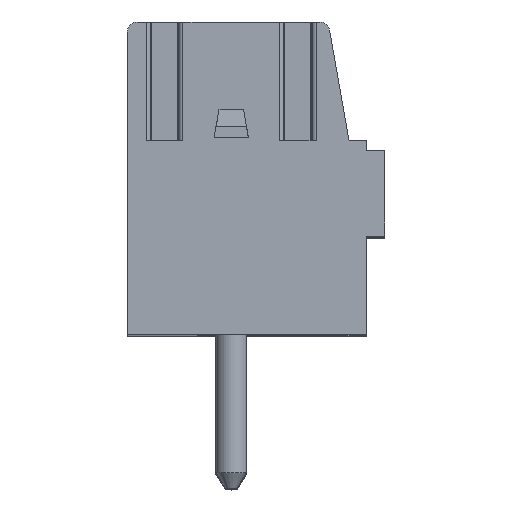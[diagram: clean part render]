
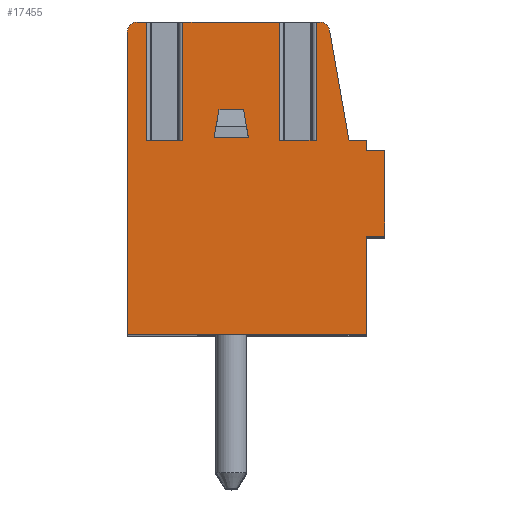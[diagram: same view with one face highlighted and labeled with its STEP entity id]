
A CAD part, top view. The second image highlights one B-rep face of the part: STEP entity #17455.
In plain terms, the highlighted planar face has unit normal (0, 0, 1).
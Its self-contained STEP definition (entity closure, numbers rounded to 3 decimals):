
#2447=DIRECTION('',(-1.,0.,0.));
#2448=VECTOR('',#2447,1.07);
#2449=CARTESIAN_POINT('',(2.035,1.105,1.75));
#2450=LINE('',#2449,#2448);
#2451=DIRECTION('',(0.,1.,0.));
#2452=VECTOR('',#2451,3.47);
#2453=CARTESIAN_POINT('',(2.035,1.105,1.75));
#2454=LINE('',#2453,#2452);
#2455=DIRECTION('',(1.,0.,0.));
#2456=VECTOR('',#2455,0.101);
#2457=CARTESIAN_POINT('',(2.035,4.575,1.75));
#2458=LINE('',#2457,#2456);
#2459=CARTESIAN_POINT('',(2.136,4.275,1.75));
#2460=DIRECTION('',(0.,0.,-1.));
#2461=DIRECTION('',(0.,1.,0.));
#2462=AXIS2_PLACEMENT_3D('',#2459,#2460,#2461);
#2464=DIRECTION('',(0.174,-0.985,0.));
#2465=VECTOR('',#2464,3.272);
#2466=CARTESIAN_POINT('',(2.432,4.327,1.75));
#2467=LINE('',#2466,#2465);
#2468=DIRECTION('',(1.,0.,0.));
#2469=VECTOR('',#2468,0.5);
#2470=CARTESIAN_POINT('',(3.,1.105,1.75));
#2471=LINE('',#2470,#2469);
#2472=DIRECTION('',(0.,-1.,0.));
#2473=VECTOR('',#2472,0.3);
#2474=CARTESIAN_POINT('',(3.5,1.105,1.75));
#2475=LINE('',#2474,#2473);
#2476=DIRECTION('',(0.,-1.,0.));
#2477=VECTOR('',#2476,2.88);
#2478=CARTESIAN_POINT('',(3.5,-1.695,1.75));
#2479=LINE('',#2478,#2477);
#2480=DIRECTION('',(-1.,0.,0.));
#2481=VECTOR('',#2480,7.);
#2482=CARTESIAN_POINT('',(3.5,-4.575,1.75));
#2483=LINE('',#2482,#2481);
#2484=DIRECTION('',(0.,1.,0.));
#2485=VECTOR('',#2484,8.85);
#2486=CARTESIAN_POINT('',(-3.5,-4.575,1.75));
#2487=LINE('',#2486,#2485);
#2488=CARTESIAN_POINT('',(-3.2,4.275,1.75));
#2489=DIRECTION('',(0.,0.,-1.));
#2490=DIRECTION('',(-1.,0.,0.));
#2491=AXIS2_PLACEMENT_3D('',#2488,#2489,#2490);
#2493=DIRECTION('',(1.,0.,0.));
#2494=VECTOR('',#2493,0.265);
#2495=CARTESIAN_POINT('',(-3.2,4.575,1.75));
#2496=LINE('',#2495,#2494);
#2497=DIRECTION('',(0.,1.,0.));
#2498=VECTOR('',#2497,3.47);
#2499=CARTESIAN_POINT('',(-2.935,1.105,1.75));
#2500=LINE('',#2499,#2498);
#2501=DIRECTION('',(-1.,0.,0.));
#2502=VECTOR('',#2501,1.07);
#2503=CARTESIAN_POINT('',(-1.865,1.105,1.75));
#2504=LINE('',#2503,#2502);
#2505=DIRECTION('',(0.,1.,0.));
#2506=VECTOR('',#2505,3.47);
#2507=CARTESIAN_POINT('',(-1.865,1.105,1.75));
#2508=LINE('',#2507,#2506);
#2509=DIRECTION('',(1.,0.,0.));
#2510=VECTOR('',#2509,2.83);
#2511=CARTESIAN_POINT('',(-1.865,4.575,1.75));
#2512=LINE('',#2511,#2510);
#2513=DIRECTION('',(0.,1.,0.));
#2514=VECTOR('',#2513,3.47);
#2515=CARTESIAN_POINT('',(0.965,1.105,1.75));
#2516=LINE('',#2515,#2514);
#2517=DIRECTION('',(-1.,0.,0.));
#2518=VECTOR('',#2517,0.718);
#2519=CARTESIAN_POINT('',(-0.091,2.005,1.75));
#2520=LINE('',#2519,#2518);
#2521=DIRECTION('',(-0.174,-0.985,0.));
#2522=VECTOR('',#2521,0.812);
#2523=CARTESIAN_POINT('',(-0.809,2.005,1.75));
#2524=LINE('',#2523,#2522);
#2525=DIRECTION('',(1.,0.,0.));
#2526=VECTOR('',#2525,1.);
#2527=CARTESIAN_POINT('',(-0.95,1.205,1.75));
#2528=LINE('',#2527,#2526);
#2529=DIRECTION('',(-0.174,0.985,0.));
#2530=VECTOR('',#2529,0.812);
#2531=CARTESIAN_POINT('',(0.05,1.205,1.75));
#2532=LINE('',#2531,#2530);
#2745=DIRECTION('',(-1.,0.,0.));
#2746=VECTOR('',#2745,0.55);
#2747=CARTESIAN_POINT('',(4.05,0.805,1.75));
#2748=LINE('',#2747,#2746);
#3411=DIRECTION('',(0.,1.,0.));
#3412=VECTOR('',#3411,2.5);
#3413=CARTESIAN_POINT('',(4.05,-1.695,1.75));
#3414=LINE('',#3413,#3412);
#3543=DIRECTION('',(1.,0.,0.));
#3544=VECTOR('',#3543,0.55);
#3545=CARTESIAN_POINT('',(3.5,-1.695,1.75));
#3546=LINE('',#3545,#3544);
#11017=CARTESIAN_POINT('',(-3.5,4.275,1.75));
#11018=CARTESIAN_POINT('',(-3.2,4.575,1.75));
#11019=VERTEX_POINT('',#11017);
#11020=VERTEX_POINT('',#11018);
#11021=CARTESIAN_POINT('',(-3.5,-4.575,1.75));
#11022=VERTEX_POINT('',#11021);
#11023=CARTESIAN_POINT('',(3.5,-4.575,1.75));
#11024=VERTEX_POINT('',#11023);
#11025=CARTESIAN_POINT('',(3.5,-1.695,1.75));
#11026=VERTEX_POINT('',#11025);
#11027=CARTESIAN_POINT('',(3.5,1.105,1.75));
#11028=CARTESIAN_POINT('',(3.5,0.805,1.75));
#11029=VERTEX_POINT('',#11027);
#11030=VERTEX_POINT('',#11028);
#11031=CARTESIAN_POINT('',(3.,1.105,1.75));
#11032=VERTEX_POINT('',#11031);
#11033=CARTESIAN_POINT('',(2.432,4.327,1.75));
#11034=VERTEX_POINT('',#11033);
#11035=CARTESIAN_POINT('',(2.136,4.575,1.75));
#11036=VERTEX_POINT('',#11035);
#11194=CARTESIAN_POINT('',(4.05,-1.695,1.75));
#11196=VERTEX_POINT('',#11194);
#11198=CARTESIAN_POINT('',(4.05,0.805,1.75));
#11200=VERTEX_POINT('',#11198);
#11377=CARTESIAN_POINT('',(2.035,1.105,1.75));
#11378=CARTESIAN_POINT('',(0.965,1.105,1.75));
#11379=VERTEX_POINT('',#11377);
#11380=VERTEX_POINT('',#11378);
#11381=CARTESIAN_POINT('',(-1.865,1.105,1.75));
#11382=CARTESIAN_POINT('',(-2.935,1.105,1.75));
#11383=VERTEX_POINT('',#11381);
#11384=VERTEX_POINT('',#11382);
#11385=CARTESIAN_POINT('',(-2.935,4.575,1.75));
#11386=VERTEX_POINT('',#11385);
#11387=CARTESIAN_POINT('',(-1.865,4.575,1.75));
#11388=VERTEX_POINT('',#11387);
#11389=CARTESIAN_POINT('',(2.035,4.575,1.75));
#11390=VERTEX_POINT('',#11389);
#11391=CARTESIAN_POINT('',(0.965,4.575,1.75));
#11392=VERTEX_POINT('',#11391);
#11421=CARTESIAN_POINT('',(-0.95,1.205,1.75));
#11422=CARTESIAN_POINT('',(0.05,1.205,1.75));
#11423=VERTEX_POINT('',#11421);
#11424=VERTEX_POINT('',#11422);
#11426=CARTESIAN_POINT('',(-0.809,2.005,1.75));
#11428=VERTEX_POINT('',#11426);
#11429=CARTESIAN_POINT('',(-0.091,2.005,1.75));
#11430=VERTEX_POINT('',#11429);
#17402=CARTESIAN_POINT('',(0.,0.,1.75));
#17403=DIRECTION('',(0.,0.,1.));
#17404=DIRECTION('',(1.,0.,0.));
#17405=AXIS2_PLACEMENT_3D('',#17402,#17403,#17404);
#17406=PLANE('',#17405);
#17408=ORIENTED_EDGE('',*,*,#17407,.F.);
#17410=ORIENTED_EDGE('',*,*,#17409,.T.);
#17411=ORIENTED_EDGE('',*,*,#14330,.T.);
#17413=ORIENTED_EDGE('',*,*,#17412,.T.);
#17415=ORIENTED_EDGE('',*,*,#17414,.T.);
#17417=ORIENTED_EDGE('',*,*,#17416,.T.);
#17419=ORIENTED_EDGE('',*,*,#17418,.T.);
#17421=ORIENTED_EDGE('',*,*,#17420,.F.);
#17423=ORIENTED_EDGE('',*,*,#17422,.F.);
#17425=ORIENTED_EDGE('',*,*,#17424,.F.);
#17427=ORIENTED_EDGE('',*,*,#17426,.T.);
#17429=ORIENTED_EDGE('',*,*,#17428,.T.);
#17431=ORIENTED_EDGE('',*,*,#17430,.T.);
#17433=ORIENTED_EDGE('',*,*,#17432,.T.);
#17434=ORIENTED_EDGE('',*,*,#14295,.T.);
#17436=ORIENTED_EDGE('',*,*,#17435,.F.);
#17438=ORIENTED_EDGE('',*,*,#17437,.F.);
#17439=ORIENTED_EDGE('',*,*,#17393,.T.);
#17440=ORIENTED_EDGE('',*,*,#14346,.T.);
#17442=ORIENTED_EDGE('',*,*,#17441,.F.);
#17443=EDGE_LOOP('',(#17408,#17410,#17411,#17413,#17415,#17417,#17419,#17421,
#17423,#17425,#17427,#17429,#17431,#17433,#17434,#17436,#17438,#17439,#17440,
#17442));
#17444=FACE_OUTER_BOUND('',#17443,.F.);
#17446=ORIENTED_EDGE('',*,*,#17445,.T.);
#17448=ORIENTED_EDGE('',*,*,#17447,.T.);
#17450=ORIENTED_EDGE('',*,*,#17449,.T.);
#17452=ORIENTED_EDGE('',*,*,#17451,.T.);
#17453=EDGE_LOOP('',(#17446,#17448,#17450,#17452));
#17454=FACE_BOUND('',#17453,.F.);
#2463=CIRCLE('',#2462,0.3);
#2492=CIRCLE('',#2491,0.3);
#14295=EDGE_CURVE('',#11020,#11386,#2496,.T.);
#14330=EDGE_CURVE('',#11390,#11036,#2458,.T.);
#14346=EDGE_CURVE('',#11388,#11392,#2512,.T.);
#17393=EDGE_CURVE('',#11383,#11388,#2508,.T.);
#17407=EDGE_CURVE('',#11379,#11380,#2450,.T.);
#17409=EDGE_CURVE('',#11379,#11390,#2454,.T.);
#17412=EDGE_CURVE('',#11036,#11034,#2463,.T.);
#17414=EDGE_CURVE('',#11034,#11032,#2467,.T.);
#17416=EDGE_CURVE('',#11032,#11029,#2471,.T.);
#17418=EDGE_CURVE('',#11029,#11030,#2475,.T.);
#17420=EDGE_CURVE('',#11200,#11030,#2748,.T.);
#17422=EDGE_CURVE('',#11196,#11200,#3414,.T.);
#17424=EDGE_CURVE('',#11026,#11196,#3546,.T.);
#17426=EDGE_CURVE('',#11026,#11024,#2479,.T.);
#17428=EDGE_CURVE('',#11024,#11022,#2483,.T.);
#17430=EDGE_CURVE('',#11022,#11019,#2487,.T.);
#17432=EDGE_CURVE('',#11019,#11020,#2492,.T.);
#17435=EDGE_CURVE('',#11384,#11386,#2500,.T.);
#17437=EDGE_CURVE('',#11383,#11384,#2504,.T.);
#17441=EDGE_CURVE('',#11380,#11392,#2516,.T.);
#17445=EDGE_CURVE('',#11430,#11428,#2520,.T.);
#17447=EDGE_CURVE('',#11428,#11423,#2524,.T.);
#17449=EDGE_CURVE('',#11423,#11424,#2528,.T.);
#17451=EDGE_CURVE('',#11424,#11430,#2532,.T.);
#17455=ADVANCED_FACE('',(#17444,#17454),#17406,.T.);
